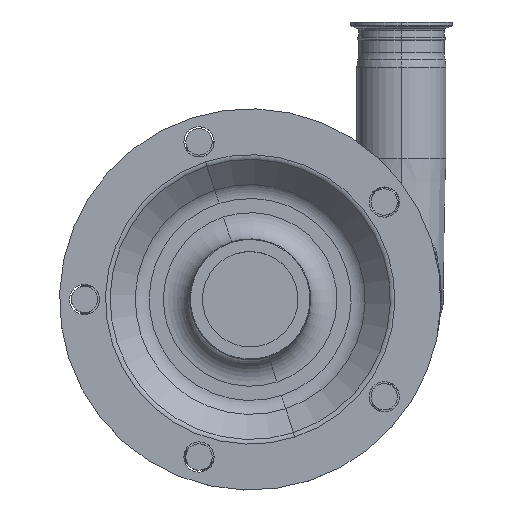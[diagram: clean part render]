
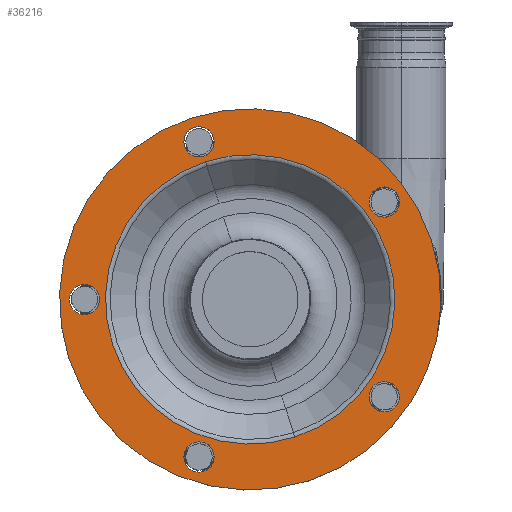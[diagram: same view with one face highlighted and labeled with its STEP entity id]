
A CAD part, top view. The second image highlights one B-rep face of the part: STEP entity #36216.
In plain terms, the highlighted planar face has unit normal (0, 0, 1).
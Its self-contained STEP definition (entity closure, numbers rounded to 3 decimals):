
#82 = VERTEX_POINT ( 'NONE', #5249 ) ;
#1724 = CARTESIAN_POINT ( 'NONE',  ( 98.382, -63.124, 233. ) ) ;
#1924 = AXIS2_PLACEMENT_3D ( 'NONE', #31626, #31230, #15620 ) ;
#2065 = FACE_BOUND ( 'NONE', #15314, .T. ) ;
#2321 = DIRECTION ( 'NONE',  ( 0., 0., 1. ) ) ;
#2464 = FACE_OUTER_BOUND ( 'NONE', #36230, .T. ) ;
#2520 = CARTESIAN_POINT ( 'NONE',  ( -126., 0., 233. ) ) ;
#2758 = AXIS2_PLACEMENT_3D ( 'NONE', #14568, #17465, #33253 ) ;
#2820 = CIRCLE ( 'NONE', #18562, 110.071 ) ;
#3070 = VERTEX_POINT ( 'NONE', #12945 ) ;
#3225 = CIRCLE ( 'NONE', #1924, 11.5 ) ;
#3375 = EDGE_CURVE ( 'NONE', #25875, #26229, #28343, .T. ) ;
#4098 = CIRCLE ( 'NONE', #27038, 145. ) ;
#4348 = CARTESIAN_POINT ( 'NONE',  ( 101.936, -74.061, 233. ) ) ;
#4487 = DIRECTION ( 'NONE',  ( -0.309, 0.951, 0. ) ) ;
#4935 = DIRECTION ( 'NONE',  ( 0., 0., 1. ) ) ;
#5040 = DIRECTION ( 'NONE',  ( 0., 0., 1. ) ) ;
#5216 = ORIENTED_EDGE ( 'NONE', *, *, #12811, .F. ) ;
#5249 = CARTESIAN_POINT ( 'NONE',  ( 34.014, -104.684, 233. ) ) ;
#5339 = DIRECTION ( 'NONE',  ( -0.309, 0.951, 0. ) ) ;
#5549 = CARTESIAN_POINT ( 'NONE',  ( 0., 0., 233. ) ) ;
#5627 = VERTEX_POINT ( 'NONE', #25311 ) ;
#6056 = AXIS2_PLACEMENT_3D ( 'NONE', #26931, #20990, #20791 ) ;
#6073 = VERTEX_POINT ( 'NONE', #1724 ) ;
#6377 = VERTEX_POINT ( 'NONE', #7005 ) ;
#7005 = CARTESIAN_POINT ( 'NONE',  ( 105.49, 63.124, 233. ) ) ;
#7246 = CIRCLE ( 'NONE', #35444, 11.5 ) ;
#8001 = PLANE ( 'NONE',  #39925 ) ;
#8408 = FACE_BOUND ( 'NONE', #32788, .T. ) ;
#8447 = DIRECTION ( 'NONE',  ( -0.309, 0.951, 0. ) ) ;
#9094 = EDGE_CURVE ( 'NONE', #5627, #38040, #4098, .T. ) ;
#9314 = EDGE_CURVE ( 'NONE', #6073, #10273, #33610, .T. ) ;
#9803 = DIRECTION ( 'NONE',  ( -0.309, 0.951, 0. ) ) ;
#9894 = VERTEX_POINT ( 'NONE', #16616 ) ;
#10273 = VERTEX_POINT ( 'NONE', #20026 ) ;
#10573 = DIRECTION ( 'NONE',  ( 0., 0., 1. ) ) ;
#10807 = VERTEX_POINT ( 'NONE', #18503 ) ;
#10845 = AXIS2_PLACEMENT_3D ( 'NONE', #16107, #10573, #12831 ) ;
#11106 = DIRECTION ( 'NONE',  ( 0., 0., 1. ) ) ;
#11711 = DIRECTION ( 'NONE',  ( 0., 0., 1. ) ) ;
#11789 = CIRCLE ( 'NONE', #39982, 110.071 ) ;
#11953 = DIRECTION ( 'NONE',  ( 0., 0., 1. ) ) ;
#12274 = CARTESIAN_POINT ( 'NONE',  ( -129.554, 10.937, 233. ) ) ;
#12395 = ORIENTED_EDGE ( 'NONE', *, *, #3375, .F. ) ;
#12811 = EDGE_CURVE ( 'NONE', #20698, #3070, #32261, .T. ) ;
#12831 = DIRECTION ( 'NONE',  ( -0.309, 0.951, 0. ) ) ;
#12945 = CARTESIAN_POINT ( 'NONE',  ( -42.49, 130.77, 233. ) ) ;
#14425 = EDGE_LOOP ( 'NONE', ( #12395, #18385 ) ) ;
#14464 = ORIENTED_EDGE ( 'NONE', *, *, #32898, .F. ) ;
#14558 = VERTEX_POINT ( 'NONE', #12274 ) ;
#14568 = CARTESIAN_POINT ( 'NONE',  ( -38.936, 119.833, 233. ) ) ;
#14776 = ORIENTED_EDGE ( 'NONE', *, *, #24605, .F. ) ;
#14833 = DIRECTION ( 'NONE',  ( -0.309, 0.951, 0. ) ) ;
#14922 = ORIENTED_EDGE ( 'NONE', *, *, #24426, .T. ) ;
#15159 = EDGE_LOOP ( 'NONE', ( #14776, #35848 ) ) ;
#15314 = EDGE_LOOP ( 'NONE', ( #18212, #14464 ) ) ;
#15620 = DIRECTION ( 'NONE',  ( -0.309, 0.951, 0. ) ) ;
#16107 = CARTESIAN_POINT ( 'NONE',  ( 0., 0., 233. ) ) ;
#16616 = CARTESIAN_POINT ( 'NONE',  ( 98.382, 84.998, 233. ) ) ;
#16885 = ORIENTED_EDGE ( 'NONE', *, *, #9094, .T. ) ;
#16982 = CIRCLE ( 'NONE', #24185, 11.5 ) ;
#17388 = CIRCLE ( 'NONE', #27213, 11.5 ) ;
#17465 = DIRECTION ( 'NONE',  ( 0., 0., 1. ) ) ;
#17470 = DIRECTION ( 'NONE',  ( 0., -1., 0. ) ) ;
#17582 = EDGE_CURVE ( 'NONE', #9894, #6377, #38882, .T. ) ;
#17833 = CARTESIAN_POINT ( 'NONE',  ( -35.382, 108.896, 233. ) ) ;
#18137 = DIRECTION ( 'NONE',  ( 0., 0., 1. ) ) ;
#18212 = ORIENTED_EDGE ( 'NONE', *, *, #9314, .F. ) ;
#18385 = ORIENTED_EDGE ( 'NONE', *, *, #36704, .F. ) ;
#18503 = CARTESIAN_POINT ( 'NONE',  ( -34.014, 104.684, 233. ) ) ;
#18562 = AXIS2_PLACEMENT_3D ( 'NONE', #5549, #11711, #27906 ) ;
#18656 = CARTESIAN_POINT ( 'NONE',  ( 101.936, -74.061, 233. ) ) ;
#18997 = EDGE_CURVE ( 'NONE', #82, #10807, #2820, .T. ) ;
#19345 = DIRECTION ( 'NONE',  ( 0., 0., 1. ) ) ;
#20026 = CARTESIAN_POINT ( 'NONE',  ( 105.49, -84.998, 233. ) ) ;
#20064 = EDGE_LOOP ( 'NONE', ( #36436, #26481 ) ) ;
#20108 = DIRECTION ( 'NONE',  ( 0., 0., 1. ) ) ;
#20553 = CARTESIAN_POINT ( 'NONE',  ( -44.807, 137.903, 233. ) ) ;
#20661 = CARTESIAN_POINT ( 'NONE',  ( -38.936, 119.833, 233. ) ) ;
#20698 = VERTEX_POINT ( 'NONE', #17833 ) ;
#20791 = DIRECTION ( 'NONE',  ( -0.309, 0.951, 0. ) ) ;
#20945 = AXIS2_PLACEMENT_3D ( 'NONE', #2520, #2321, #14833 ) ;
#20990 = DIRECTION ( 'NONE',  ( 0., 0., 1. ) ) ;
#21160 = AXIS2_PLACEMENT_3D ( 'NONE', #4348, #19345, #25893 ) ;
#23547 = CARTESIAN_POINT ( 'NONE',  ( -35.382, -130.77, 233. ) ) ;
#24185 = AXIS2_PLACEMENT_3D ( 'NONE', #18656, #24985, #9803 ) ;
#24426 = EDGE_CURVE ( 'NONE', #38040, #5627, #33786, .T. ) ;
#24517 = ORIENTED_EDGE ( 'NONE', *, *, #17582, .F. ) ;
#24605 = EDGE_CURVE ( 'NONE', #14558, #36433, #17388, .T. ) ;
#24985 = DIRECTION ( 'NONE',  ( 0., 0., 1. ) ) ;
#25309 = CARTESIAN_POINT ( 'NONE',  ( 44.807, -137.903, 233. ) ) ;
#25311 = CARTESIAN_POINT ( 'NONE',  ( -44.807, 137.903, 233. ) ) ;
#25875 = VERTEX_POINT ( 'NONE', #31116 ) ;
#25893 = DIRECTION ( 'NONE',  ( -0.309, 0.951, 0. ) ) ;
#26229 = VERTEX_POINT ( 'NONE', #23547 ) ;
#26481 = ORIENTED_EDGE ( 'NONE', *, *, #18997, .F. ) ;
#26890 = FACE_BOUND ( 'NONE', #15159, .T. ) ;
#26931 = CARTESIAN_POINT ( 'NONE',  ( 101.936, 74.061, 233. ) ) ;
#27038 = AXIS2_PLACEMENT_3D ( 'NONE', #31443, #18137, #30645 ) ;
#27213 = AXIS2_PLACEMENT_3D ( 'NONE', #36581, #39656, #8447 ) ;
#27492 = AXIS2_PLACEMENT_3D ( 'NONE', #27551, #11953, #32951 ) ;
#27551 = CARTESIAN_POINT ( 'NONE',  ( -38.936, -119.833, 233. ) ) ;
#27906 = DIRECTION ( 'NONE',  ( -0.309, 0.951, 0. ) ) ;
#28343 = CIRCLE ( 'NONE', #40136, 11.5 ) ;
#29989 = CARTESIAN_POINT ( 'NONE',  ( -38.936, -119.833, 233. ) ) ;
#30644 = EDGE_CURVE ( 'NONE', #3070, #20698, #7246, .T. ) ;
#30645 = DIRECTION ( 'NONE',  ( -0.309, 0.951, 0. ) ) ;
#30972 = CARTESIAN_POINT ( 'NONE',  ( -122.446, -10.937, 233. ) ) ;
#31076 = ORIENTED_EDGE ( 'NONE', *, *, #36756, .F. ) ;
#31116 = CARTESIAN_POINT ( 'NONE',  ( -42.49, -108.896, 233. ) ) ;
#31230 = DIRECTION ( 'NONE',  ( 0., 0., 1. ) ) ;
#31443 = CARTESIAN_POINT ( 'NONE',  ( 0., 0., 233. ) ) ;
#31626 = CARTESIAN_POINT ( 'NONE',  ( 101.936, 74.061, 233. ) ) ;
#32261 = CIRCLE ( 'NONE', #2758, 11.5 ) ;
#32686 = ORIENTED_EDGE ( 'NONE', *, *, #30644, .F. ) ;
#32788 = EDGE_LOOP ( 'NONE', ( #24517, #31076 ) ) ;
#32898 = EDGE_CURVE ( 'NONE', #10273, #6073, #16982, .T. ) ;
#32951 = DIRECTION ( 'NONE',  ( -0.309, 0.951, 0. ) ) ;
#33253 = DIRECTION ( 'NONE',  ( -0.309, 0.951, 0. ) ) ;
#33258 = FACE_BOUND ( 'NONE', #20064, .T. ) ;
#33610 = CIRCLE ( 'NONE', #21160, 11.5 ) ;
#33786 = CIRCLE ( 'NONE', #10845, 145. ) ;
#34694 = CIRCLE ( 'NONE', #27492, 11.5 ) ;
#35444 = AXIS2_PLACEMENT_3D ( 'NONE', #20661, #5040, #39528 ) ;
#35691 = CARTESIAN_POINT ( 'NONE',  ( 0., 0., 233. ) ) ;
#35848 = ORIENTED_EDGE ( 'NONE', *, *, #36708, .F. ) ;
#36139 = FACE_BOUND ( 'NONE', #14425, .T. ) ;
#36216 = ADVANCED_FACE ( 'NONE', ( #2464, #26890, #36139, #2065, #8408, #39216, #33258 ), #8001, .T. ) ;
#36230 = EDGE_LOOP ( 'NONE', ( #16885, #14922 ) ) ;
#36433 = VERTEX_POINT ( 'NONE', #30972 ) ;
#36436 = ORIENTED_EDGE ( 'NONE', *, *, #38323, .F. ) ;
#36581 = CARTESIAN_POINT ( 'NONE',  ( -126., 0., 233. ) ) ;
#36704 = EDGE_CURVE ( 'NONE', #26229, #25875, #34694, .T. ) ;
#36708 = EDGE_CURVE ( 'NONE', #36433, #14558, #37978, .T. ) ;
#36756 = EDGE_CURVE ( 'NONE', #6377, #9894, #3225, .T. ) ;
#37978 = CIRCLE ( 'NONE', #20945, 11.5 ) ;
#38040 = VERTEX_POINT ( 'NONE', #25309 ) ;
#38323 = EDGE_CURVE ( 'NONE', #10807, #82, #11789, .T. ) ;
#38882 = CIRCLE ( 'NONE', #6056, 11.5 ) ;
#39216 = FACE_BOUND ( 'NONE', #39517, .T. ) ;
#39517 = EDGE_LOOP ( 'NONE', ( #32686, #5216 ) ) ;
#39528 = DIRECTION ( 'NONE',  ( -0.309, 0.951, 0. ) ) ;
#39656 = DIRECTION ( 'NONE',  ( 0., 0., 1. ) ) ;
#39925 = AXIS2_PLACEMENT_3D ( 'NONE', #20553, #4935, #17470 ) ;
#39982 = AXIS2_PLACEMENT_3D ( 'NONE', #35691, #20108, #4487 ) ;
#40136 = AXIS2_PLACEMENT_3D ( 'NONE', #29989, #11106, #5339 ) ;
